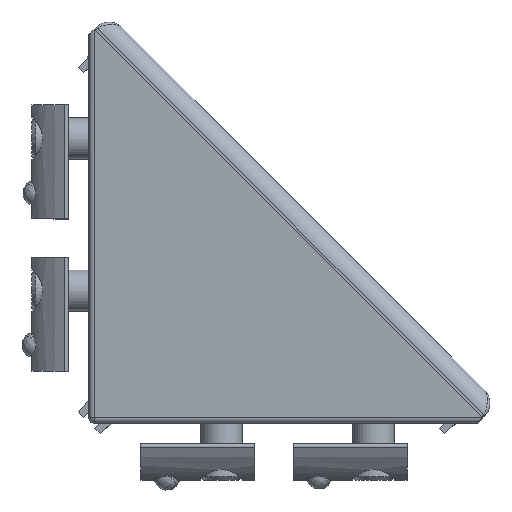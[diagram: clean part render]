
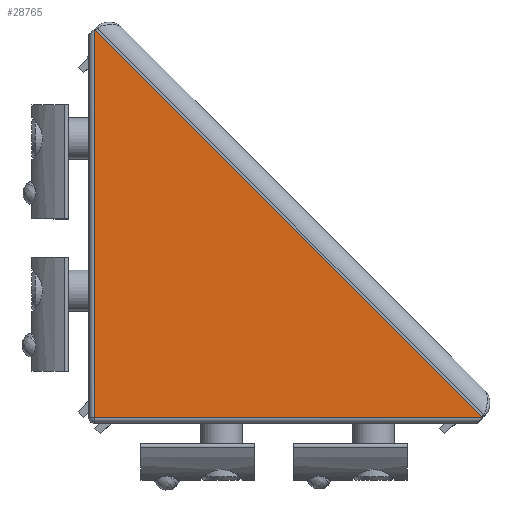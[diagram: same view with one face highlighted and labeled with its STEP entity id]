
A CAD part, top view. The second image highlights one B-rep face of the part: STEP entity #28765.
In plain terms, the highlighted planar face has unit normal (0, 0, 1).
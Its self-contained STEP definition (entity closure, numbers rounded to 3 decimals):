
#86 = VERTEX_POINT ( 'NONE', #607 ) ;
#373 = CARTESIAN_POINT ( 'NONE',  ( 1., 1., 0. ) ) ;
#607 = CARTESIAN_POINT ( 'NONE',  ( 75.953, 1., 0. ) ) ;
#1087 = EDGE_CURVE ( 'NONE', #6638, #29852, #9410, .T. ) ;
#1908 = DIRECTION ( 'NONE',  ( -0.707, 0.707, 0. ) ) ;
#2332 = VECTOR ( 'NONE', #7573, 1000. ) ;
#2535 = AXIS2_PLACEMENT_3D ( 'NONE', #10926, #32015, #13966 ) ;
#2821 = EDGE_CURVE ( 'NONE', #35592, #86, #29246, .T. ) ;
#4112 = CARTESIAN_POINT ( 'NONE',  ( 0., 74.953, 0. ) ) ;
#5958 = LINE ( 'NONE', #35046, #21992 ) ;
#6638 = VERTEX_POINT ( 'NONE', #11924 ) ;
#7158 = DIRECTION ( 'NONE',  ( -0.707, -0.707, 0. ) ) ;
#7573 = DIRECTION ( 'NONE',  ( 0., -1., 0. ) ) ;
#7736 = CARTESIAN_POINT ( 'NONE',  ( 1., 75.953, 0. ) ) ;
#9248 = ORIENTED_EDGE ( 'NONE', *, *, #30800, .T. ) ;
#9410 = LINE ( 'NONE', #23016, #17430 ) ;
#9591 = LINE ( 'NONE', #4112, #16651 ) ;
#10926 = CARTESIAN_POINT ( 'NONE',  ( 0., 0., 0. ) ) ;
#11924 = CARTESIAN_POINT ( 'NONE',  ( 76., 1.047, 0. ) ) ;
#13966 = DIRECTION ( 'NONE',  ( 0., -1., 0. ) ) ;
#14515 = CARTESIAN_POINT ( 'NONE',  ( 1.047, 76., 0. ) ) ;
#15318 = ORIENTED_EDGE ( 'NONE', *, *, #36278, .T. ) ;
#16651 = VECTOR ( 'NONE', #7158, 1000. ) ;
#16956 = DIRECTION ( 'NONE',  ( 0.707, 0.707, 0. ) ) ;
#17430 = VECTOR ( 'NONE', #1908, 1000. ) ;
#18489 = ORIENTED_EDGE ( 'NONE', *, *, #29667, .T. ) ;
#19359 = DIRECTION ( 'NONE',  ( 1., 0., 0. ) ) ;
#19624 = FACE_OUTER_BOUND ( 'NONE', #29830, .T. ) ;
#20391 = ORIENTED_EDGE ( 'NONE', *, *, #2821, .T. ) ;
#21212 = VECTOR ( 'NONE', #19359, 1000. ) ;
#21992 = VECTOR ( 'NONE', #16956, 1000. ) ;
#23016 = CARTESIAN_POINT ( 'NONE',  ( 76., 1.047, 0. ) ) ;
#25668 = CARTESIAN_POINT ( 'NONE',  ( 1., 0., 0. ) ) ;
#28765 = ADVANCED_FACE ( 'NONE', ( #19624 ), #38025, .T. ) ;
#29246 = LINE ( 'NONE', #37515, #21212 ) ;
#29667 = EDGE_CURVE ( 'NONE', #29852, #32719, #9591, .T. ) ;
#29830 = EDGE_LOOP ( 'NONE', ( #32232, #18489, #9248, #20391, #15318 ) ) ;
#29852 = VERTEX_POINT ( 'NONE', #14515 ) ;
#30800 = EDGE_CURVE ( 'NONE', #32719, #35592, #32563, .T. ) ;
#32015 = DIRECTION ( 'NONE',  ( 0., 0., 1. ) ) ;
#32232 = ORIENTED_EDGE ( 'NONE', *, *, #1087, .T. ) ;
#32563 = LINE ( 'NONE', #25668, #2332 ) ;
#32719 = VERTEX_POINT ( 'NONE', #7736 ) ;
#35046 = CARTESIAN_POINT ( 'NONE',  ( 74.953, 0., 0. ) ) ;
#35592 = VERTEX_POINT ( 'NONE', #373 ) ;
#36278 = EDGE_CURVE ( 'NONE', #86, #6638, #5958, .T. ) ;
#37515 = CARTESIAN_POINT ( 'NONE',  ( 0., 1., 0. ) ) ;
#38025 = PLANE ( 'NONE',  #2535 ) ;
